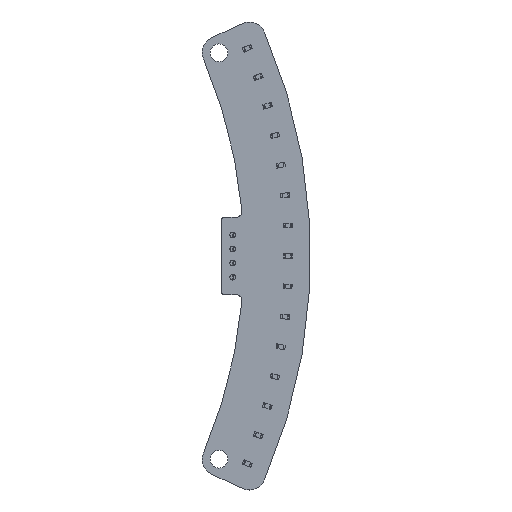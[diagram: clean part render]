
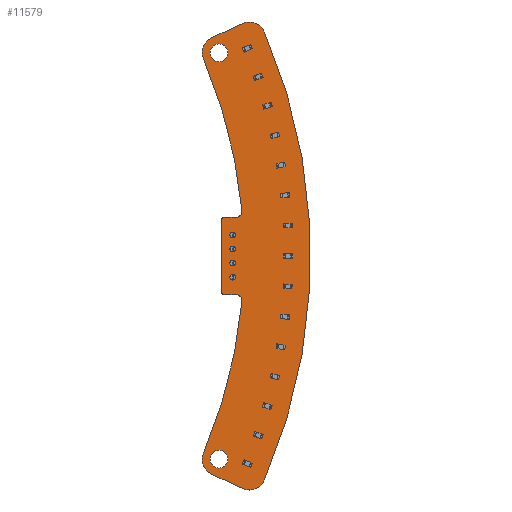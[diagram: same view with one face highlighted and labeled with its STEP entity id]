
A CAD part, top view. The second image highlights one B-rep face of the part: STEP entity #11579.
In plain terms, the highlighted planar face has unit normal (0, 0, 1).
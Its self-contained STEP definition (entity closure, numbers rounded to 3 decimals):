
#11292 = VERTEX_POINT('',#11293);
#11293 = CARTESIAN_POINT('',(151.683,-58.18,1.51));
#11299 = EDGE_CURVE('',#11292,#11300,#11302,.T.);
#11300 = VERTEX_POINT('',#11301);
#11301 = CARTESIAN_POINT('',(155.707,-59.714,1.51));
#11302 = CIRCLE('',#11303,3.);
#11303 = AXIS2_PLACEMENT_3D('',#11304,#11305,#11306);
#11304 = CARTESIAN_POINT('',(152.951,-60.899,1.51));
#11305 = DIRECTION('',(0.,0.,-1.));
#11306 = DIRECTION('',(-0.423,0.906,0.));
#11334 = VERTEX_POINT('',#11335);
#11335 = CARTESIAN_POINT('',(146.243,-60.717,1.51));
#11341 = EDGE_CURVE('',#11334,#11292,#11342,.T.);
#11342 = LINE('',#11343,#11344);
#11343 = CARTESIAN_POINT('',(146.243,-60.717,1.51));
#11344 = VECTOR('',#11345,1.);
#11345 = DIRECTION('',(0.906,0.423,0.));
#11363 = EDGE_CURVE('',#11300,#11364,#11366,.T.);
#11364 = VERTEX_POINT('',#11365);
#11365 = CARTESIAN_POINT('',(155.707,-140.286,1.51));
#11366 = CIRCLE('',#11367,101.994);
#11367 = AXIS2_PLACEMENT_3D('',#11368,#11369,#11370);
#11368 = CARTESIAN_POINT('',(62.007,-100.,1.51));
#11369 = DIRECTION('',(0.,0.,-1.));
#11370 = DIRECTION('',(0.919,0.395,0.));
#11579 = ADVANCED_FACE('',(#11580,#11696,#11707,#11718,#11729,#11740,
    #11751),#11762,.T.);
#11580 = FACE_BOUND('',#11581,.T.);
#11581 = EDGE_LOOP('',(#11582,#11583,#11584,#11593,#11602,#11611,#11619,
    #11628,#11636,#11645,#11653,#11662,#11671,#11680,#11688,#11695));
#11582 = ORIENTED_EDGE('',*,*,#11299,.F.);
#11583 = ORIENTED_EDGE('',*,*,#11341,.F.);
#11584 = ORIENTED_EDGE('',*,*,#11585,.F.);
#11585 = EDGE_CURVE('',#11586,#11334,#11588,.T.);
#11586 = VERTEX_POINT('',#11587);
#11587 = CARTESIAN_POINT('',(144.752,-64.615,1.51));
#11588 = CIRCLE('',#11589,3.);
#11589 = AXIS2_PLACEMENT_3D('',#11590,#11591,#11592);
#11590 = CARTESIAN_POINT('',(147.511,-63.436,1.51));
#11591 = DIRECTION('',(0.,0.,-1.));
#11592 = DIRECTION('',(-0.919,-0.393,-0.));
#11593 = ORIENTED_EDGE('',*,*,#11594,.F.);
#11594 = EDGE_CURVE('',#11595,#11586,#11597,.T.);
#11595 = VERTEX_POINT('',#11596);
#11596 = CARTESIAN_POINT('',(151.636,-91.91,1.51));
#11597 = CIRCLE('',#11598,90.021);
#11598 = AXIS2_PLACEMENT_3D('',#11599,#11600,#11601);
#11599 = CARTESIAN_POINT('',(61.979,-100.005,1.51));
#11600 = DIRECTION('',(0.,0.,1.));
#11601 = DIRECTION('',(0.996,0.09,-0.));
#11602 = ORIENTED_EDGE('',*,*,#11603,.F.);
#11603 = EDGE_CURVE('',#11604,#11595,#11606,.T.);
#11604 = VERTEX_POINT('',#11605);
#11605 = CARTESIAN_POINT('',(150.64,-93.,1.51));
#11606 = CIRCLE('',#11607,1.);
#11607 = AXIS2_PLACEMENT_3D('',#11608,#11609,#11610);
#11608 = CARTESIAN_POINT('',(150.64,-92.,1.51));
#11609 = DIRECTION('',(0.,0.,1.));
#11610 = DIRECTION('',(0.,-1.,0.));
#11611 = ORIENTED_EDGE('',*,*,#11612,.F.);
#11612 = EDGE_CURVE('',#11613,#11604,#11615,.T.);
#11613 = VERTEX_POINT('',#11614);
#11614 = CARTESIAN_POINT('',(148.5,-93.,1.51));
#11615 = LINE('',#11616,#11617);
#11616 = CARTESIAN_POINT('',(148.5,-93.,1.51));
#11617 = VECTOR('',#11618,1.);
#11618 = DIRECTION('',(1.,0.,0.));
#11619 = ORIENTED_EDGE('',*,*,#11620,.F.);
#11620 = EDGE_CURVE('',#11621,#11613,#11623,.T.);
#11621 = VERTEX_POINT('',#11622);
#11622 = CARTESIAN_POINT('',(148.,-93.5,1.51));
#11623 = CIRCLE('',#11624,0.5);
#11624 = AXIS2_PLACEMENT_3D('',#11625,#11626,#11627);
#11625 = CARTESIAN_POINT('',(148.5,-93.5,1.51));
#11626 = DIRECTION('',(0.,0.,-1.));
#11627 = DIRECTION('',(-1.,0.,0.));
#11628 = ORIENTED_EDGE('',*,*,#11629,.F.);
#11629 = EDGE_CURVE('',#11630,#11621,#11632,.T.);
#11630 = VERTEX_POINT('',#11631);
#11631 = CARTESIAN_POINT('',(148.,-106.5,1.51));
#11632 = LINE('',#11633,#11634);
#11633 = CARTESIAN_POINT('',(148.,-106.5,1.51));
#11634 = VECTOR('',#11635,1.);
#11635 = DIRECTION('',(0.,1.,0.));
#11636 = ORIENTED_EDGE('',*,*,#11637,.F.);
#11637 = EDGE_CURVE('',#11638,#11630,#11640,.T.);
#11638 = VERTEX_POINT('',#11639);
#11639 = CARTESIAN_POINT('',(148.5,-107.,1.51));
#11640 = CIRCLE('',#11641,0.5);
#11641 = AXIS2_PLACEMENT_3D('',#11642,#11643,#11644);
#11642 = CARTESIAN_POINT('',(148.5,-106.5,1.51));
#11643 = DIRECTION('',(0.,0.,-1.));
#11644 = DIRECTION('',(0.,-1.,-0.));
#11645 = ORIENTED_EDGE('',*,*,#11646,.F.);
#11646 = EDGE_CURVE('',#11647,#11638,#11649,.T.);
#11647 = VERTEX_POINT('',#11648);
#11648 = CARTESIAN_POINT('',(150.64,-107.,1.51));
#11649 = LINE('',#11650,#11651);
#11650 = CARTESIAN_POINT('',(150.64,-107.,1.51));
#11651 = VECTOR('',#11652,1.);
#11652 = DIRECTION('',(-1.,0.,0.));
#11653 = ORIENTED_EDGE('',*,*,#11654,.F.);
#11654 = EDGE_CURVE('',#11655,#11647,#11657,.T.);
#11655 = VERTEX_POINT('',#11656);
#11656 = CARTESIAN_POINT('',(151.636,-108.09,1.51));
#11657 = CIRCLE('',#11658,1.);
#11658 = AXIS2_PLACEMENT_3D('',#11659,#11660,#11661);
#11659 = CARTESIAN_POINT('',(150.64,-108.,1.51));
#11660 = DIRECTION('',(0.,0.,1.));
#11661 = DIRECTION('',(0.996,-0.09,0.));
#11662 = ORIENTED_EDGE('',*,*,#11663,.F.);
#11663 = EDGE_CURVE('',#11664,#11655,#11666,.T.);
#11664 = VERTEX_POINT('',#11665);
#11665 = CARTESIAN_POINT('',(144.752,-135.385,1.51));
#11666 = CIRCLE('',#11667,90.021);
#11667 = AXIS2_PLACEMENT_3D('',#11668,#11669,#11670);
#11668 = CARTESIAN_POINT('',(61.979,-99.995,1.51));
#11669 = DIRECTION('',(0.,0.,1.));
#11670 = DIRECTION('',(0.919,-0.393,0.));
#11671 = ORIENTED_EDGE('',*,*,#11672,.F.);
#11672 = EDGE_CURVE('',#11673,#11664,#11675,.T.);
#11673 = VERTEX_POINT('',#11674);
#11674 = CARTESIAN_POINT('',(146.243,-139.283,1.51));
#11675 = CIRCLE('',#11676,3.);
#11676 = AXIS2_PLACEMENT_3D('',#11677,#11678,#11679);
#11677 = CARTESIAN_POINT('',(147.511,-136.564,1.51));
#11678 = DIRECTION('',(0.,0.,-1.));
#11679 = DIRECTION('',(-0.423,-0.906,-0.));
#11680 = ORIENTED_EDGE('',*,*,#11681,.F.);
#11681 = EDGE_CURVE('',#11682,#11673,#11684,.T.);
#11682 = VERTEX_POINT('',#11683);
#11683 = CARTESIAN_POINT('',(151.683,-141.82,1.51));
#11684 = LINE('',#11685,#11686);
#11685 = CARTESIAN_POINT('',(151.683,-141.82,1.51));
#11686 = VECTOR('',#11687,1.);
#11687 = DIRECTION('',(-0.906,0.423,0.));
#11688 = ORIENTED_EDGE('',*,*,#11689,.F.);
#11689 = EDGE_CURVE('',#11364,#11682,#11690,.T.);
#11690 = CIRCLE('',#11691,3.);
#11691 = AXIS2_PLACEMENT_3D('',#11692,#11693,#11694);
#11692 = CARTESIAN_POINT('',(152.951,-139.101,1.51));
#11693 = DIRECTION('',(-0.,0.,-1.));
#11694 = DIRECTION('',(0.919,-0.395,-0.));
#11695 = ORIENTED_EDGE('',*,*,#11363,.F.);
#11696 = FACE_BOUND('',#11697,.T.);
#11697 = EDGE_LOOP('',(#11698));
#11698 = ORIENTED_EDGE('',*,*,#11699,.T.);
#11699 = EDGE_CURVE('',#11700,#11700,#11702,.T.);
#11700 = VERTEX_POINT('',#11701);
#11701 = CARTESIAN_POINT('',(147.511,-138.164,1.51));
#11702 = CIRCLE('',#11703,1.6);
#11703 = AXIS2_PLACEMENT_3D('',#11704,#11705,#11706);
#11704 = CARTESIAN_POINT('',(147.511,-136.564,1.51));
#11705 = DIRECTION('',(-0.,0.,-1.));
#11706 = DIRECTION('',(-0.,-1.,0.));
#11707 = FACE_BOUND('',#11708,.T.);
#11708 = EDGE_LOOP('',(#11709));
#11709 = ORIENTED_EDGE('',*,*,#11710,.T.);
#11710 = EDGE_CURVE('',#11711,#11711,#11713,.T.);
#11711 = VERTEX_POINT('',#11712);
#11712 = CARTESIAN_POINT('',(149.975,-104.32,1.51));
#11713 = CIRCLE('',#11714,0.5);
#11714 = AXIS2_PLACEMENT_3D('',#11715,#11716,#11717);
#11715 = CARTESIAN_POINT('',(149.975,-103.82,1.51));
#11716 = DIRECTION('',(-0.,0.,-1.));
#11717 = DIRECTION('',(-0.,-1.,0.));
#11718 = FACE_BOUND('',#11719,.T.);
#11719 = EDGE_LOOP('',(#11720));
#11720 = ORIENTED_EDGE('',*,*,#11721,.T.);
#11721 = EDGE_CURVE('',#11722,#11722,#11724,.T.);
#11722 = VERTEX_POINT('',#11723);
#11723 = CARTESIAN_POINT('',(149.975,-101.78,1.51));
#11724 = CIRCLE('',#11725,0.5);
#11725 = AXIS2_PLACEMENT_3D('',#11726,#11727,#11728);
#11726 = CARTESIAN_POINT('',(149.975,-101.28,1.51));
#11727 = DIRECTION('',(-0.,0.,-1.));
#11728 = DIRECTION('',(-0.,-1.,0.));
#11729 = FACE_BOUND('',#11730,.T.);
#11730 = EDGE_LOOP('',(#11731));
#11731 = ORIENTED_EDGE('',*,*,#11732,.T.);
#11732 = EDGE_CURVE('',#11733,#11733,#11735,.T.);
#11733 = VERTEX_POINT('',#11734);
#11734 = CARTESIAN_POINT('',(147.511,-65.036,1.51));
#11735 = CIRCLE('',#11736,1.6);
#11736 = AXIS2_PLACEMENT_3D('',#11737,#11738,#11739);
#11737 = CARTESIAN_POINT('',(147.511,-63.436,1.51));
#11738 = DIRECTION('',(-0.,0.,-1.));
#11739 = DIRECTION('',(-0.,-1.,0.));
#11740 = FACE_BOUND('',#11741,.T.);
#11741 = EDGE_LOOP('',(#11742));
#11742 = ORIENTED_EDGE('',*,*,#11743,.T.);
#11743 = EDGE_CURVE('',#11744,#11744,#11746,.T.);
#11744 = VERTEX_POINT('',#11745);
#11745 = CARTESIAN_POINT('',(149.975,-99.24,1.51));
#11746 = CIRCLE('',#11747,0.5);
#11747 = AXIS2_PLACEMENT_3D('',#11748,#11749,#11750);
#11748 = CARTESIAN_POINT('',(149.975,-98.74,1.51));
#11749 = DIRECTION('',(-0.,0.,-1.));
#11750 = DIRECTION('',(-0.,-1.,0.));
#11751 = FACE_BOUND('',#11752,.T.);
#11752 = EDGE_LOOP('',(#11753));
#11753 = ORIENTED_EDGE('',*,*,#11754,.T.);
#11754 = EDGE_CURVE('',#11755,#11755,#11757,.T.);
#11755 = VERTEX_POINT('',#11756);
#11756 = CARTESIAN_POINT('',(149.975,-96.7,1.51));
#11757 = CIRCLE('',#11758,0.5);
#11758 = AXIS2_PLACEMENT_3D('',#11759,#11760,#11761);
#11759 = CARTESIAN_POINT('',(149.975,-96.2,1.51));
#11760 = DIRECTION('',(-0.,0.,-1.));
#11761 = DIRECTION('',(-0.,-1.,0.));
#11762 = PLANE('',#11763);
#11763 = AXIS2_PLACEMENT_3D('',#11764,#11765,#11766);
#11764 = CARTESIAN_POINT('',(0.,0.,1.51));
#11765 = DIRECTION('',(0.,0.,1.));
#11766 = DIRECTION('',(1.,0.,-0.));
